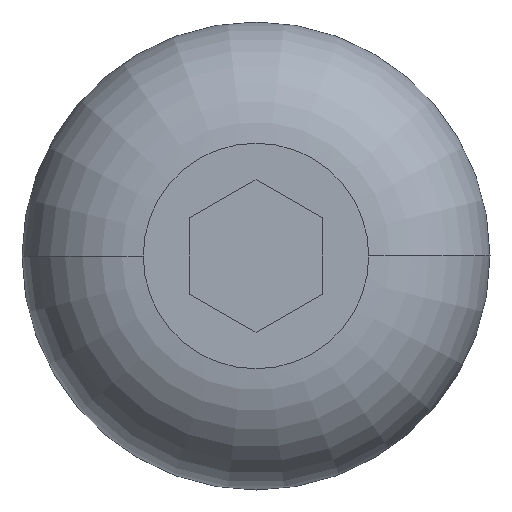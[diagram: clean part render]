
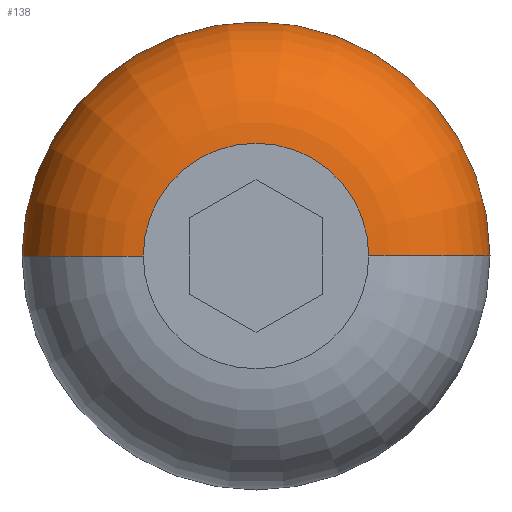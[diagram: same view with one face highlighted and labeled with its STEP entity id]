
A CAD part, left-side view. The second image highlights one B-rep face of the part: STEP entity #138.
In plain terms, the highlighted toroidal (fillet/blend) face has major radius 1.928 mm and minor radius 2.288 mm.
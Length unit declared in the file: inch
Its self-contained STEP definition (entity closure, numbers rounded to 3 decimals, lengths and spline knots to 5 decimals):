
#113 = VERTEX_POINT ( 'NONE', #1018 ) ;
#126 = VERTEX_POINT ( 'NONE', #1165 ) ;
#138 = ADVANCED_FACE ( 'NONE', ( #2607 ), #435, .T. ) ;
#269 = DIRECTION ( 'NONE',  ( 0., -1., 0. ) ) ;
#276 = ORIENTED_EDGE ( 'NONE', *, *, #662, .T. ) ;
#279 = DIRECTION ( 'NONE',  ( 0., 0., 1. ) ) ;
#288 = CARTESIAN_POINT ( 'NONE',  ( 0., -0.15591, 0. ) ) ;
#435 = TOROIDAL_SURFACE ( 'NONE', #3907, 0.07591, 0.09009 ) ;
#437 = ORIENTED_EDGE ( 'NONE', *, *, #1738, .F. ) ;
#495 = DIRECTION ( 'NONE',  ( 1., 0., 0. ) ) ;
#518 = DIRECTION ( 'NONE',  ( 0., 1., 0. ) ) ;
#545 = CARTESIAN_POINT ( 'NONE',  ( 0., -0.08, 0. ) ) ;
#662 = EDGE_CURVE ( 'NONE', #1786, #715, #2338, .T. ) ;
#715 = VERTEX_POINT ( 'NONE', #2751 ) ;
#1018 = CARTESIAN_POINT ( 'NONE',  ( 0., 0.086, 0. ) ) ;
#1165 = CARTESIAN_POINT ( 'NONE',  ( 0., -0.246, 0. ) ) ;
#1210 = CIRCLE ( 'NONE', #3539, 0.166 ) ;
#1464 = ORIENTED_EDGE ( 'NONE', *, *, #4048, .F. ) ;
#1694 = DIRECTION ( 'NONE',  ( 1., 0., 0. ) ) ;
#1719 = EDGE_LOOP ( 'NONE', ( #276, #4034, #1464, #437 ) ) ;
#1738 = EDGE_CURVE ( 'NONE', #1786, #113, #2353, .T. ) ;
#1786 = VERTEX_POINT ( 'NONE', #2696 ) ;
#2338 = CIRCLE ( 'NONE', #3730, 0.08 ) ;
#2353 = CIRCLE ( 'NONE', #3873, 0.09009 ) ;
#2607 = FACE_OUTER_BOUND ( 'NONE', #1719, .T. ) ;
#2696 = CARTESIAN_POINT ( 'NONE',  ( -0.09, 0., 0. ) ) ;
#2751 = CARTESIAN_POINT ( 'NONE',  ( -0.09, -0.16, 0. ) ) ;
#2901 = DIRECTION ( 'NONE',  ( 0., 1., 0. ) ) ;
#2907 = DIRECTION ( 'NONE',  ( 1., 0., 0. ) ) ;
#2911 = CARTESIAN_POINT ( 'NONE',  ( -0.09, -0.08, 0. ) ) ;
#3426 = CARTESIAN_POINT ( 'NONE',  ( 0., -0.08, 0. ) ) ;
#3539 = AXIS2_PLACEMENT_3D ( 'NONE', #3426, #1694, #3743 ) ;
#3600 = AXIS2_PLACEMENT_3D ( 'NONE', #288, #279, #269 ) ;
#3666 = DIRECTION ( 'NONE',  ( 0., 0., -1. ) ) ;
#3676 = CARTESIAN_POINT ( 'NONE',  ( 0., -0.00409, 0. ) ) ;
#3705 = DIRECTION ( 'NONE',  ( -1., 0., 0. ) ) ;
#3730 = AXIS2_PLACEMENT_3D ( 'NONE', #2911, #2907, #2901 ) ;
#3743 = DIRECTION ( 'NONE',  ( 0., 1., 0. ) ) ;
#3873 = AXIS2_PLACEMENT_3D ( 'NONE', #3676, #3666, #3705 ) ;
#3907 = AXIS2_PLACEMENT_3D ( 'NONE', #545, #495, #518 ) ;
#3981 = EDGE_CURVE ( 'NONE', #715, #126, #4018, .T. ) ;
#4018 = CIRCLE ( 'NONE', #3600, 0.09009 ) ;
#4034 = ORIENTED_EDGE ( 'NONE', *, *, #3981, .T. ) ;
#4048 = EDGE_CURVE ( 'NONE', #113, #126, #1210, .T. ) ;
